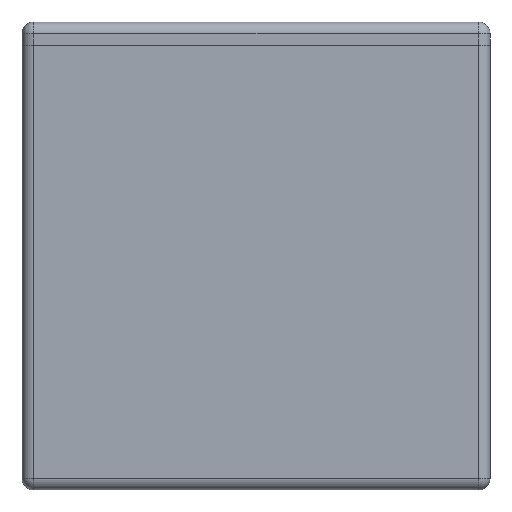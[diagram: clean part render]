
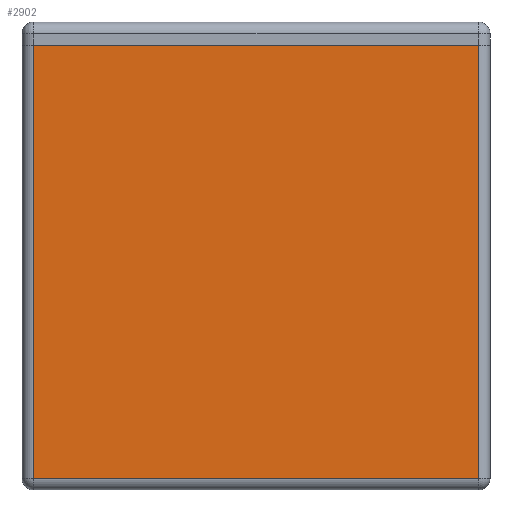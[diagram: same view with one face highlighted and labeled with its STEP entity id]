
A CAD part, left-side view. The second image highlights one B-rep face of the part: STEP entity #2902.
In plain terms, the highlighted planar face has unit normal (-1, 0, 0).
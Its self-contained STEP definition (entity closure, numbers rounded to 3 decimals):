
#173=FACE_OUTER_BOUND('',#348,.T.);
#348=EDGE_LOOP('',(#2219,#2220,#2221,#2222));
#678=LINE('',#4441,#1023);
#680=LINE('',#4447,#1025);
#682=LINE('',#4451,#1027);
#684=LINE('',#4460,#1029);
#1023=VECTOR('',#3593,1.);
#1025=VECTOR('',#3599,1.);
#1027=VECTOR('',#3603,1.);
#1029=VECTOR('',#3615,1.);
#1335=VERTEX_POINT('',#4435);
#1337=VERTEX_POINT('',#4439);
#1339=VERTEX_POINT('',#4445);
#1340=VERTEX_POINT('',#4450);
#1654=EDGE_CURVE('',#1335,#1337,#678,.T.);
#1657=EDGE_CURVE('',#1339,#1337,#680,.T.);
#1659=EDGE_CURVE('',#1340,#1339,#682,.T.);
#1664=EDGE_CURVE('',#1340,#1335,#684,.T.);
#2219=ORIENTED_EDGE('',*,*,#1657,.F.);
#2220=ORIENTED_EDGE('',*,*,#1659,.F.);
#2221=ORIENTED_EDGE('',*,*,#1664,.T.);
#2222=ORIENTED_EDGE('',*,*,#1654,.T.);
#2767=PLANE('',#3134);
#2902=ADVANCED_FACE('',(#173),#2767,.T.);
#3134=AXIS2_PLACEMENT_3D('',#4459,#3613,#3614);
#3593=DIRECTION('',(0.,0.,1.));
#3599=DIRECTION('',(0.,-1.,0.));
#3603=DIRECTION('',(0.,0.,1.));
#3613=DIRECTION('center_axis',(-1.,0.,0.));
#3614=DIRECTION('ref_axis',(0.,0.,-1.));
#3615=DIRECTION('',(0.,-1.,0.));
#4435=CARTESIAN_POINT('',(-20.,-19.,1.));
#4439=CARTESIAN_POINT('',(-20.,-19.,38.));
#4441=CARTESIAN_POINT('',(-20.,-19.,0.));
#4445=CARTESIAN_POINT('',(-20.,19.,38.));
#4447=CARTESIAN_POINT('',(-20.,20.,38.));
#4450=CARTESIAN_POINT('',(-20.,19.,1.));
#4451=CARTESIAN_POINT('',(-20.,19.,0.));
#4459=CARTESIAN_POINT('Origin',(-20.,0.,21.));
#4460=CARTESIAN_POINT('',(-20.,20.,1.));
